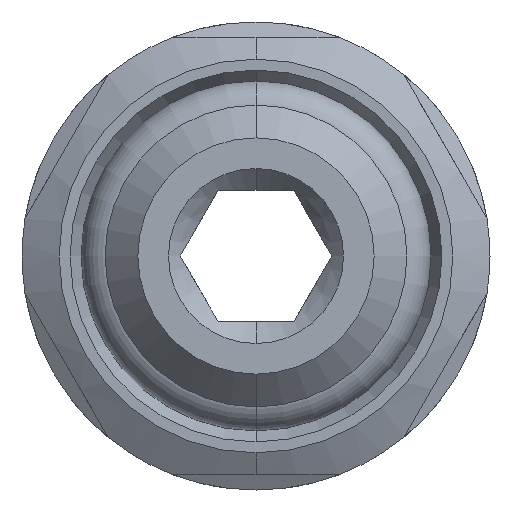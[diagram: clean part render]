
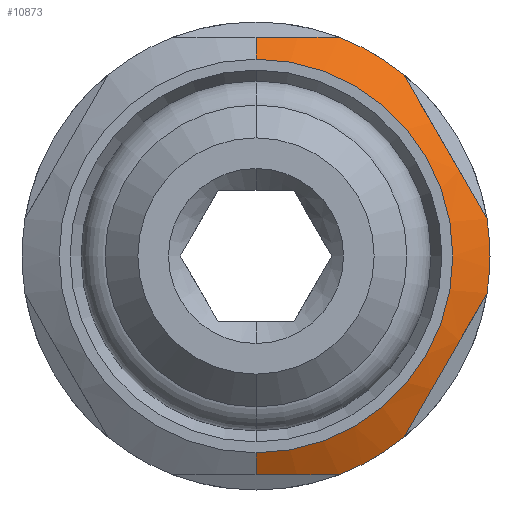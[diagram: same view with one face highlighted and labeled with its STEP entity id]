
A CAD part, front view. The second image highlights one B-rep face of the part: STEP entity #10873.
In plain terms, the highlighted conical face has half-angle 60 degrees and reference radius 4.5 mm.
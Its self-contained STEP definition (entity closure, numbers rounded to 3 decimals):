
#131 = CARTESIAN_POINT ( 'NONE',  ( 1.903, 6.491, -5. ) ) ;
#240 = DIRECTION ( 'NONE',  ( 0., 0., -1. ) ) ;
#241 = CARTESIAN_POINT ( 'NONE',  ( 0.318, 6.289, 5. ) ) ;
#251 = DIRECTION ( 'NONE',  ( 0., -1., 0. ) ) ;
#285 = CARTESIAN_POINT ( 'NONE',  ( 0., 6.491, 0. ) ) ;
#425 = CONICAL_SURFACE ( 'NONE', #1203, 4.5, 1.047 ) ;
#428 = CARTESIAN_POINT ( 'NONE',  ( 1.903, 6.491, 5. ) ) ;
#436 = CARTESIAN_POINT ( 'NONE',  ( 4.645, 6.288, 1.954 ) ) ;
#717 = AXIS2_PLACEMENT_3D ( 'NONE', #3836, #10814, #4828 ) ;
#896 = AXIS2_PLACEMENT_3D ( 'NONE', #7479, #1541, #8489 ) ;
#954 = EDGE_CURVE ( 'NONE', #5310, #1376, #2335, .T. ) ;
#1130 = CARTESIAN_POINT ( 'NONE',  ( 1.274, 6.375, -5. ) ) ;
#1203 = AXIS2_PLACEMENT_3D ( 'NONE', #7626, #3635, #1682 ) ;
#1302 = VERTEX_POINT ( 'NONE', #8481 ) ;
#1376 = VERTEX_POINT ( 'NONE', #4147 ) ;
#1427 = CARTESIAN_POINT ( 'NONE',  ( 5.282, 6.491, 0.852 ) ) ;
#1498 = ORIENTED_EDGE ( 'NONE', *, *, #8545, .T. ) ;
#1528 = EDGE_CURVE ( 'NONE', #4800, #11698, #5557, .T. ) ;
#1541 = DIRECTION ( 'NONE',  ( 0., -1., 0. ) ) ;
#1585 = B_SPLINE_CURVE_WITH_KNOTS ( 'NONE', 3,
 ( #131, #10026, #1130, #8070, #2132, #9063 ),
 .UNSPECIFIED., .F., .F.,
 ( 4, 2, 4 ),
 ( 0.004, 0.005, 0.006 ),
 .UNSPECIFIED. ) ;
#1618 = ORIENTED_EDGE ( 'NONE', *, *, #12752, .F. ) ;
#1682 = DIRECTION ( 'NONE',  ( 0., 0., 1. ) ) ;
#1909 = ORIENTED_EDGE ( 'NONE', *, *, #954, .F. ) ;
#2089 = CARTESIAN_POINT ( 'NONE',  ( 4.967, 6.361, -1.397 ) ) ;
#2132 = CARTESIAN_POINT ( 'NONE',  ( 0.318, 6.289, -5. ) ) ;
#2226 = CARTESIAN_POINT ( 'NONE',  ( 0.636, 6.306, 5. ) ) ;
#2335 = CIRCLE ( 'NONE', #6758, 4.5 ) ;
#2475 = CARTESIAN_POINT ( 'NONE',  ( 0., 6., -4.5 ) ) ;
#2720 = CARTESIAN_POINT ( 'NONE',  ( 0., 6., -4.5 ) ) ;
#2993 = B_SPLINE_CURVE_WITH_KNOTS ( 'NONE', 3,
 ( #7153, #241, #2226, #9151, #3211, #10166 ),
 .UNSPECIFIED., .F., .F.,
 ( 4, 2, 4 ),
 ( 0.007, 0.008, 0.009 ),
 .UNSPECIFIED. ) ;
#3211 = CARTESIAN_POINT ( 'NONE',  ( 1.591, 6.427, 5. ) ) ;
#3233 = CIRCLE ( 'NONE', #896, 5.35 ) ;
#3237 = VECTOR ( 'NONE', #11313, 1000. ) ;
#3371 = AXIS2_PLACEMENT_3D ( 'NONE', #285, #251, #240 ) ;
#3635 = DIRECTION ( 'NONE',  ( 0., 1., 0. ) ) ;
#3691 = ORIENTED_EDGE ( 'NONE', *, *, #6932, .F. ) ;
#3818 = VERTEX_POINT ( 'NONE', #8890 ) ;
#3830 = EDGE_CURVE ( 'NONE', #3818, #7798, #1585, .T. ) ;
#3836 = CARTESIAN_POINT ( 'NONE',  ( 0., 6.491, 0. ) ) ;
#3909 = CIRCLE ( 'NONE', #717, 5.35 ) ;
#4044 = CARTESIAN_POINT ( 'NONE',  ( 4.015, 6.288, -3.046 ) ) ;
#4147 = CARTESIAN_POINT ( 'NONE',  ( 0., 6., 4.5 ) ) ;
#4337 = CARTESIAN_POINT ( 'NONE',  ( 0., 6., 4.5 ) ) ;
#4434 = CARTESIAN_POINT ( 'NONE',  ( 0., 6.289, -5. ) ) ;
#4450 = DIRECTION ( 'NONE',  ( 0., 0., -1. ) ) ;
#4792 = EDGE_LOOP ( 'NONE', ( #1909, #10398, #8818, #1498, #11970, #12461, #3691, #6671, #5542, #1618 ) ) ;
#4800 = VERTEX_POINT ( 'NONE', #5615 ) ;
#4828 = DIRECTION ( 'NONE',  ( 0., 0., -1. ) ) ;
#4950 = CARTESIAN_POINT ( 'NONE',  ( 3.378, 6.491, -4.148 ) ) ;
#5042 = CARTESIAN_POINT ( 'NONE',  ( 3.378, 6.491, -4.148 ) ) ;
#5310 = VERTEX_POINT ( 'NONE', #2720 ) ;
#5343 = DIRECTION ( 'NONE',  ( 0., -1., 0. ) ) ;
#5387 = CARTESIAN_POINT ( 'NONE',  ( 0., 6., 0. ) ) ;
#5542 = ORIENTED_EDGE ( 'NONE', *, *, #6445, .F. ) ;
#5557 = CIRCLE ( 'NONE', #3371, 5.35 ) ;
#5615 = CARTESIAN_POINT ( 'NONE',  ( 3.378, 6.491, 4.148 ) ) ;
#5858 = LINE ( 'NONE', #4337, #3237 ) ;
#6344 = CARTESIAN_POINT ( 'NONE',  ( 4.009, 6.289, 3.056 ) ) ;
#6445 = EDGE_CURVE ( 'NONE', #11395, #11698, #2993, .T. ) ;
#6613 = FACE_OUTER_BOUND ( 'NONE', #4792, .T. ) ;
#6671 = ORIENTED_EDGE ( 'NONE', *, *, #1528, .T. ) ;
#6758 = AXIS2_PLACEMENT_3D ( 'NONE', #5387, #5343, #4450 ) ;
#6932 = EDGE_CURVE ( 'NONE', #4800, #9259, #8416, .T. ) ;
#7153 = CARTESIAN_POINT ( 'NONE',  ( 0., 6.289, 5. ) ) ;
#7224 = VERTEX_POINT ( 'NONE', #4950 ) ;
#7351 = CARTESIAN_POINT ( 'NONE',  ( 4.967, 6.361, 1.398 ) ) ;
#7479 = CARTESIAN_POINT ( 'NONE',  ( 0., 6.491, 0. ) ) ;
#7626 = CARTESIAN_POINT ( 'NONE',  ( 0., 6., 0. ) ) ;
#7798 = VERTEX_POINT ( 'NONE', #4434 ) ;
#8070 = CARTESIAN_POINT ( 'NONE',  ( 0.636, 6.306, -5. ) ) ;
#8173 = VECTOR ( 'NONE', #11386, 1000. ) ;
#8416 = B_SPLINE_CURVE_WITH_KNOTS ( 'NONE', 3,
 ( #11327, #12322, #6344, #436, #7351, #1427 ),
 .UNSPECIFIED., .F., .F.,
 ( 4, 2, 4 ),
 ( 0., 0.002, 0.004 ),
 .UNSPECIFIED. ) ;
#8481 = CARTESIAN_POINT ( 'NONE',  ( 5.282, 6.491, -0.852 ) ) ;
#8489 = DIRECTION ( 'NONE',  ( 0., 0., -1. ) ) ;
#8501 = LINE ( 'NONE', #2475, #8173 ) ;
#8545 = EDGE_CURVE ( 'NONE', #3818, #7224, #3909, .T. ) ;
#8818 = ORIENTED_EDGE ( 'NONE', *, *, #3830, .F. ) ;
#8890 = CARTESIAN_POINT ( 'NONE',  ( 1.903, 6.491, -5. ) ) ;
#9001 = CARTESIAN_POINT ( 'NONE',  ( 5.282, 6.491, -0.852 ) ) ;
#9063 = CARTESIAN_POINT ( 'NONE',  ( 0., 6.289, -5. ) ) ;
#9151 = CARTESIAN_POINT ( 'NONE',  ( 1.274, 6.375, 5. ) ) ;
#9259 = VERTEX_POINT ( 'NONE', #9721 ) ;
#9721 = CARTESIAN_POINT ( 'NONE',  ( 5.282, 6.491, 0.852 ) ) ;
#10011 = CARTESIAN_POINT ( 'NONE',  ( 4.651, 6.289, -1.944 ) ) ;
#10026 = CARTESIAN_POINT ( 'NONE',  ( 1.591, 6.427, -5. ) ) ;
#10057 = B_SPLINE_CURVE_WITH_KNOTS ( 'NONE', 3,
 ( #9001, #2089, #10011, #4044, #11023, #5042 ),
 .UNSPECIFIED., .F., .F.,
 ( 4, 2, 4 ),
 ( 0., 0.002, 0.004 ),
 .UNSPECIFIED. ) ;
#10166 = CARTESIAN_POINT ( 'NONE',  ( 1.903, 6.491, 5. ) ) ;
#10362 = EDGE_CURVE ( 'NONE', #1302, #9259, #3233, .T. ) ;
#10398 = ORIENTED_EDGE ( 'NONE', *, *, #10791, .T. ) ;
#10791 = EDGE_CURVE ( 'NONE', #5310, #7798, #8501, .T. ) ;
#10814 = DIRECTION ( 'NONE',  ( 0., -1., 0. ) ) ;
#10873 = ADVANCED_FACE ( 'NONE', ( #6613 ), #425, .T. ) ;
#11023 = CARTESIAN_POINT ( 'NONE',  ( 3.694, 6.361, -3.602 ) ) ;
#11313 = DIRECTION ( 'NONE',  ( 0., 0.5, 0.866 ) ) ;
#11327 = CARTESIAN_POINT ( 'NONE',  ( 3.378, 6.491, 4.148 ) ) ;
#11386 = DIRECTION ( 'NONE',  ( 0., 0.5, -0.866 ) ) ;
#11395 = VERTEX_POINT ( 'NONE', #12493 ) ;
#11698 = VERTEX_POINT ( 'NONE', #428 ) ;
#11970 = ORIENTED_EDGE ( 'NONE', *, *, #12003, .F. ) ;
#12003 = EDGE_CURVE ( 'NONE', #1302, #7224, #10057, .T. ) ;
#12322 = CARTESIAN_POINT ( 'NONE',  ( 3.693, 6.361, 3.603 ) ) ;
#12461 = ORIENTED_EDGE ( 'NONE', *, *, #10362, .T. ) ;
#12493 = CARTESIAN_POINT ( 'NONE',  ( 0., 6.289, 5. ) ) ;
#12752 = EDGE_CURVE ( 'NONE', #1376, #11395, #5858, .T. ) ;
